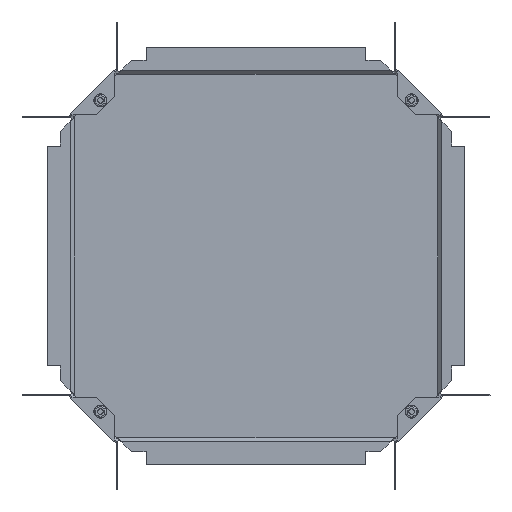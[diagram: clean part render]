
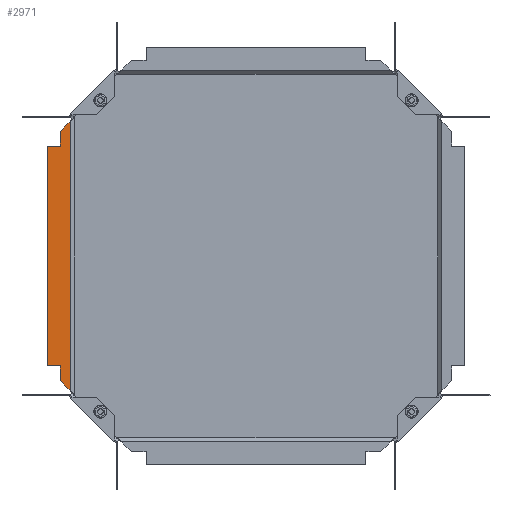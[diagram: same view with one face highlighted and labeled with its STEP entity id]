
A CAD part, front view. The second image highlights one B-rep face of the part: STEP entity #2971.
In plain terms, the highlighted planar face has unit normal (0, -1, 0).
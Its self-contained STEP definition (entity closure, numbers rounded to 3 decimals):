
#24 = ORIENTED_EDGE ( 'NONE', *, *, #3815, .F. ) ;
#96 = CARTESIAN_POINT ( 'NONE',  ( -210.308, -4.5, -134.004 ) ) ;
#232 = DIRECTION ( 'NONE',  ( 0., 0., 1. ) ) ;
#269 = VECTOR ( 'NONE', #2414, 1000. ) ;
#421 = VERTEX_POINT ( 'NONE', #4946 ) ;
#429 = VERTEX_POINT ( 'NONE', #2193 ) ;
#480 = CARTESIAN_POINT ( 'NONE',  ( -199.743, -4.5, -144.569 ) ) ;
#588 = VERTEX_POINT ( 'NONE', #6305 ) ;
#641 = CARTESIAN_POINT ( 'NONE',  ( -198.914, -4.5, 145.001 ) ) ;
#643 = VECTOR ( 'NONE', #3423, 1000. ) ;
#667 = ORIENTED_EDGE ( 'NONE', *, *, #6083, .F. ) ;
#682 = CARTESIAN_POINT ( 'NONE',  ( -199.743, -4.5, 144.569 ) ) ;
#866 = EDGE_CURVE ( 'NONE', #1063, #421, #3052, .T. ) ;
#889 = DIRECTION ( 'NONE',  ( 0., 0., 1. ) ) ;
#923 = CARTESIAN_POINT ( 'NONE',  ( -198.914, -4.5, -211. ) ) ;
#941 = VERTEX_POINT ( 'NONE', #3490 ) ;
#959 = LINE ( 'NONE', #923, #4237 ) ;
#1063 = VERTEX_POINT ( 'NONE', #4297 ) ;
#1148 = ORIENTED_EDGE ( 'NONE', *, *, #6294, .T. ) ;
#1189 = CARTESIAN_POINT ( 'NONE',  ( -224.308, -4.5, -118. ) ) ;
#1363 = ORIENTED_EDGE ( 'NONE', *, *, #6745, .F. ) ;
#1494 = CARTESIAN_POINT ( 'NONE',  ( 118.692, -4.5, -211. ) ) ;
#1625 = CARTESIAN_POINT ( 'NONE',  ( -199.47, -4.5, -144.72 ) ) ;
#1759 = CARTESIAN_POINT ( 'NONE',  ( -210.308, -4.5, 134.004 ) ) ;
#1798 = ORIENTED_EDGE ( 'NONE', *, *, #5501, .F. ) ;
#1923 = VERTEX_POINT ( 'NONE', #3312 ) ;
#2056 = EDGE_LOOP ( 'NONE', ( #4682, #1798, #5757, #3719, #24, #1148, #4651, #667, #5695, #1363 ) ) ;
#2146 = CARTESIAN_POINT ( 'NONE',  ( -210.308, -4.5, 134.004 ) ) ;
#2183 = EDGE_CURVE ( 'NONE', #6876, #941, #7004, .T. ) ;
#2193 = CARTESIAN_POINT ( 'NONE',  ( -199.743, -4.5, -144.569 ) ) ;
#2319 = DIRECTION ( 'NONE',  ( 0., 0., 1. ) ) ;
#2400 = EDGE_CURVE ( 'NONE', #421, #5803, #2837, .T. ) ;
#2414 = DIRECTION ( 'NONE',  ( -0.707, 0., 0.707 ) ) ;
#2696 = VECTOR ( 'NONE', #3517, 1000. ) ;
#2837 = LINE ( 'NONE', #2948, #2696 ) ;
#2842 = VECTOR ( 'NONE', #3773, 1000. ) ;
#2948 = CARTESIAN_POINT ( 'NONE',  ( -224.308, -4.5, -118. ) ) ;
#2971 = ADVANCED_FACE ( 'NONE', ( #7053 ), #4849, .T. ) ;
#2987 = CARTESIAN_POINT ( 'NONE',  ( -199.47, -4.5, 144.72 ) ) ;
#3024 = LINE ( 'NONE', #96, #269 ) ;
#3052 = LINE ( 'NONE', #5207, #3116 ) ;
#3116 = VECTOR ( 'NONE', #232, 1000. ) ;
#3255 = CARTESIAN_POINT ( 'NONE',  ( -198.914, -4.5, 145.001 ) ) ;
#3312 = CARTESIAN_POINT ( 'NONE',  ( -199.743, -4.5, 144.569 ) ) ;
#3318 = VECTOR ( 'NONE', #2319, 1000. ) ;
#3383 = B_SPLINE_CURVE_WITH_KNOTS ( 'NONE', 3,
 ( #682, #2987, #6888, #641 ),
 .UNSPECIFIED., .F., .F.,
 ( 4, 4 ),
 ( 0.003, 0.003 ),
 .UNSPECIFIED. ) ;
#3423 = DIRECTION ( 'NONE',  ( 0., 0., 1. ) ) ;
#3433 = VERTEX_POINT ( 'NONE', #1759 ) ;
#3490 = CARTESIAN_POINT ( 'NONE',  ( -210.308, -4.5, 118. ) ) ;
#3517 = DIRECTION ( 'NONE',  ( -1., 0., 0. ) ) ;
#3561 = B_SPLINE_CURVE_WITH_KNOTS ( 'NONE', 3,
 ( #480, #1625, #6658, #7111 ),
 .UNSPECIFIED., .F., .F.,
 ( 4, 4 ),
 ( 0.003, 0.003 ),
 .UNSPECIFIED. ) ;
#3719 = ORIENTED_EDGE ( 'NONE', *, *, #866, .F. ) ;
#3773 = DIRECTION ( 'NONE',  ( 0.707, 0., 0.707 ) ) ;
#3815 = EDGE_CURVE ( 'NONE', #429, #1063, #3024, .T. ) ;
#4170 = CARTESIAN_POINT ( 'NONE',  ( -224.308, -4.5, 118. ) ) ;
#4237 = VECTOR ( 'NONE', #889, 1000. ) ;
#4297 = CARTESIAN_POINT ( 'NONE',  ( -210.308, -4.5, -134.004 ) ) ;
#4322 = EDGE_CURVE ( 'NONE', #588, #6619, #959, .T. ) ;
#4324 = LINE ( 'NONE', #2146, #2842 ) ;
#4338 = DIRECTION ( 'NONE',  ( 0., -1., 0. ) ) ;
#4476 = EDGE_CURVE ( 'NONE', #3433, #1923, #4324, .T. ) ;
#4651 = ORIENTED_EDGE ( 'NONE', *, *, #4322, .T. ) ;
#4682 = ORIENTED_EDGE ( 'NONE', *, *, #2183, .F. ) ;
#4812 = DIRECTION ( 'NONE',  ( 0., 0., -1. ) ) ;
#4843 = CARTESIAN_POINT ( 'NONE',  ( -224.308, -4.5, -118. ) ) ;
#4849 = PLANE ( 'NONE',  #6293 ) ;
#4894 = LINE ( 'NONE', #5151, #3318 ) ;
#4946 = CARTESIAN_POINT ( 'NONE',  ( -210.308, -4.5, -118. ) ) ;
#5151 = CARTESIAN_POINT ( 'NONE',  ( -210.308, -4.5, 118. ) ) ;
#5207 = CARTESIAN_POINT ( 'NONE',  ( -210.308, -4.5, -118. ) ) ;
#5311 = CARTESIAN_POINT ( 'NONE',  ( -224.308, -4.5, 118. ) ) ;
#5501 = EDGE_CURVE ( 'NONE', #5803, #6876, #7162, .T. ) ;
#5695 = ORIENTED_EDGE ( 'NONE', *, *, #4476, .F. ) ;
#5757 = ORIENTED_EDGE ( 'NONE', *, *, #2400, .F. ) ;
#5803 = VERTEX_POINT ( 'NONE', #4843 ) ;
#6083 = EDGE_CURVE ( 'NONE', #1923, #6619, #3383, .T. ) ;
#6293 = AXIS2_PLACEMENT_3D ( 'NONE', #1494, #4338, #4812 ) ;
#6294 = EDGE_CURVE ( 'NONE', #429, #588, #3561, .T. ) ;
#6305 = CARTESIAN_POINT ( 'NONE',  ( -198.914, -4.5, -145.001 ) ) ;
#6432 = VECTOR ( 'NONE', #6592, 1000. ) ;
#6592 = DIRECTION ( 'NONE',  ( 1., 0., 0. ) ) ;
#6619 = VERTEX_POINT ( 'NONE', #3255 ) ;
#6658 = CARTESIAN_POINT ( 'NONE',  ( -199.196, -4.5, -144.869 ) ) ;
#6745 = EDGE_CURVE ( 'NONE', #941, #3433, #4894, .T. ) ;
#6876 = VERTEX_POINT ( 'NONE', #4170 ) ;
#6888 = CARTESIAN_POINT ( 'NONE',  ( -199.196, -4.5, 144.869 ) ) ;
#7004 = LINE ( 'NONE', #5311, #6432 ) ;
#7053 = FACE_OUTER_BOUND ( 'NONE', #2056, .T. ) ;
#7111 = CARTESIAN_POINT ( 'NONE',  ( -198.914, -4.5, -145.001 ) ) ;
#7162 = LINE ( 'NONE', #1189, #643 ) ;
